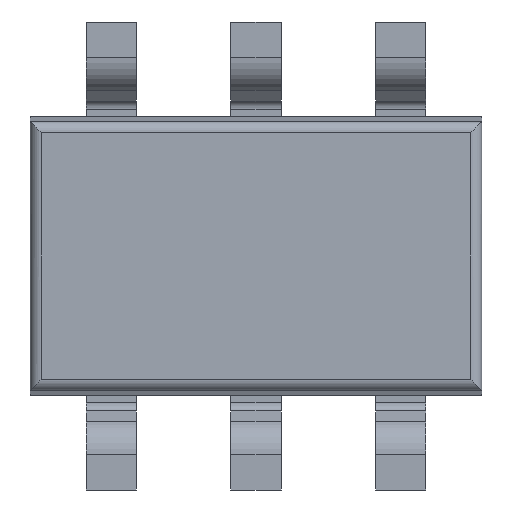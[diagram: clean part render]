
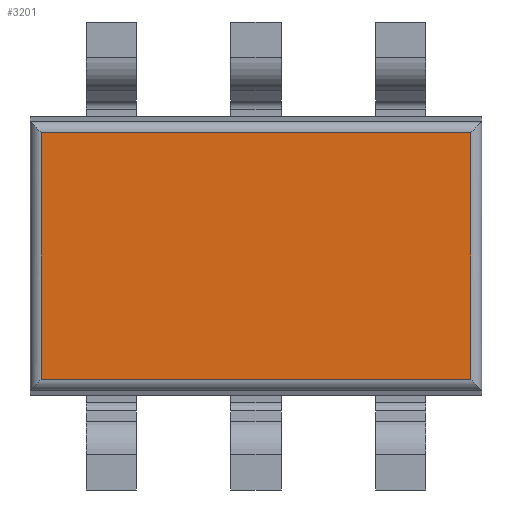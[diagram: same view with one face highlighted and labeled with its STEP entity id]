
A CAD part, front view. The second image highlights one B-rep face of the part: STEP entity #3201.
In plain terms, the highlighted planar face has unit normal (0, -1, 0).
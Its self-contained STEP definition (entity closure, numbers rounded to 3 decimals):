
#3162 = CARTESIAN_POINT ( 'NONE',  ( -0.963, 0., 0.553 ) ) ;
#3163 = VERTEX_POINT ( 'NONE', #3162 ) ;
#3164 = CARTESIAN_POINT ( 'NONE',  ( -0.963, 0., -0.553 ) ) ;
#3165 = VERTEX_POINT ( 'NONE', #3164 ) ;
#3166 = CARTESIAN_POINT ( 'NONE',  ( -0.963, 0., -0.597 ) ) ;
#3167 = DIRECTION ( 'NONE',  ( 0., 0., -1. ) ) ;
#3168 = VECTOR ( 'NONE', #3167, 1000. ) ;
#3169 = LINE ( 'NONE', #3166, #3168 ) ;
#3170 = EDGE_CURVE ( 'NONE', #3163, #3165, #3169, .T. ) ;
#3171 = ORIENTED_EDGE ( 'NONE', *, *, #3170, .T. ) ;
#3172 = CARTESIAN_POINT ( 'NONE',  ( 0.963, 0., -0.553 ) ) ;
#3173 = VERTEX_POINT ( 'NONE', #3172 ) ;
#3174 = CARTESIAN_POINT ( 'NONE',  ( 0., 0., -0.553 ) ) ;
#3175 = DIRECTION ( 'NONE',  ( 1., 0., 0. ) ) ;
#3176 = VECTOR ( 'NONE', #3175, 1000. ) ;
#3177 = LINE ( 'NONE', #3174, #3176 ) ;
#3178 = EDGE_CURVE ( 'NONE', #3165, #3173, #3177, .T. ) ;
#3179 = ORIENTED_EDGE ( 'NONE', *, *, #3178, .T. ) ;
#3180 = CARTESIAN_POINT ( 'NONE',  ( 0.963, 0., 0.553 ) ) ;
#3181 = VERTEX_POINT ( 'NONE', #3180 ) ;
#3182 = CARTESIAN_POINT ( 'NONE',  ( 0.963, 0., 0.597 ) ) ;
#3183 = DIRECTION ( 'NONE',  ( 0., 0., 1. ) ) ;
#3184 = VECTOR ( 'NONE', #3183, 1000. ) ;
#3185 = LINE ( 'NONE', #3182, #3184 ) ;
#3186 = EDGE_CURVE ( 'NONE', #3173, #3181, #3185, .T. ) ;
#3187 = ORIENTED_EDGE ( 'NONE', *, *, #3186, .T. ) ;
#3188 = CARTESIAN_POINT ( 'NONE',  ( 0., 0., 0.553 ) ) ;
#3189 = DIRECTION ( 'NONE',  ( -1., 0., 0. ) ) ;
#3190 = VECTOR ( 'NONE', #3189, 1000. ) ;
#3191 = LINE ( 'NONE', #3188, #3190 ) ;
#3192 = EDGE_CURVE ( 'NONE', #3181, #3163, #3191, .T. ) ;
#3193 = ORIENTED_EDGE ( 'NONE', *, *, #3192, .T. ) ;
#3194 = EDGE_LOOP ( 'NONE', ( #3171, #3179, #3187, #3193 ) ) ;
#3195 = FACE_OUTER_BOUND ( 'NONE', #3194, .T. ) ;
#3196 = CARTESIAN_POINT ( 'NONE',  ( 0., 0., 0. ) ) ;
#3197 = DIRECTION ( 'NONE',  ( 0., -1., 0. ) ) ;
#3198 = DIRECTION ( 'NONE',  ( 0., 0., -1. ) ) ;
#3199 = AXIS2_PLACEMENT_3D ( 'NONE', #3196, #3197, #3198 ) ;
#3200 = PLANE ( 'NONE', #3199 ) ;
#3201 = ADVANCED_FACE ( 'NONE', ( #3195 ), #3200, .T. ) ;
